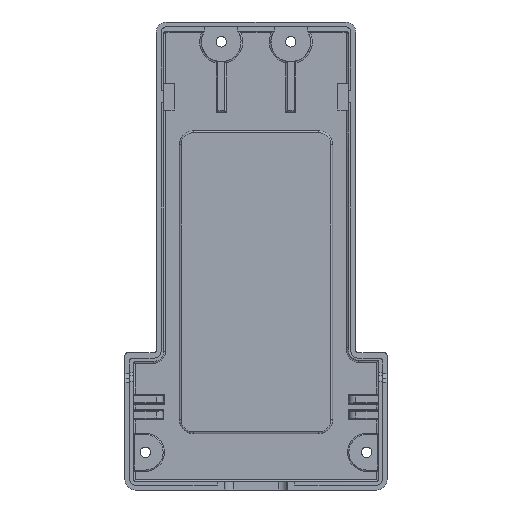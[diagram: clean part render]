
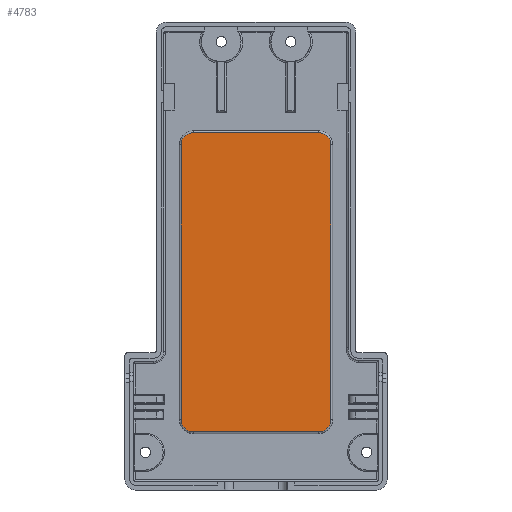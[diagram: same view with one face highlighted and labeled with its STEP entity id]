
A CAD part, front view. The second image highlights one B-rep face of the part: STEP entity #4783.
In plain terms, the highlighted planar face has unit normal (0, -1, 0).
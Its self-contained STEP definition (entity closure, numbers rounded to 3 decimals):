
#597=LINE('',#8500,#1000);
#598=LINE('',#8504,#1001);
#599=LINE('',#8508,#1002);
#600=LINE('',#8511,#1003);
#1000=VECTOR('',#6710,10.);
#1001=VECTOR('',#6713,10.);
#1002=VECTOR('',#6716,10.);
#1003=VECTOR('',#6719,10.);
#1115=PLANE('',#5321);
#1349=FACE_OUTER_BOUND('',#1636,.T.);
#1636=EDGE_LOOP('',(#4265,#4266,#4267,#4268,#4269,#4270,#4271,#4272));
#1921=CIRCLE('',#5322,1.75);
#1922=CIRCLE('',#5323,1.75);
#1923=CIRCLE('',#5324,1.75);
#1924=CIRCLE('',#5325,1.75);
#2376=VERTEX_POINT('',#8496);
#2377=VERTEX_POINT('',#8497);
#2378=VERTEX_POINT('',#8499);
#2379=VERTEX_POINT('',#8501);
#2380=VERTEX_POINT('',#8503);
#2381=VERTEX_POINT('',#8505);
#2382=VERTEX_POINT('',#8507);
#2383=VERTEX_POINT('',#8509);
#3037=EDGE_CURVE('',#2376,#2377,#1921,.T.);
#3038=EDGE_CURVE('',#2378,#2376,#597,.T.);
#3039=EDGE_CURVE('',#2379,#2378,#1922,.T.);
#3040=EDGE_CURVE('',#2380,#2379,#598,.T.);
#3041=EDGE_CURVE('',#2381,#2380,#1923,.T.);
#3042=EDGE_CURVE('',#2382,#2381,#599,.T.);
#3043=EDGE_CURVE('',#2383,#2382,#1924,.T.);
#3044=EDGE_CURVE('',#2377,#2383,#600,.T.);
#4265=ORIENTED_EDGE('',*,*,#3037,.F.);
#4266=ORIENTED_EDGE('',*,*,#3038,.F.);
#4267=ORIENTED_EDGE('',*,*,#3039,.F.);
#4268=ORIENTED_EDGE('',*,*,#3040,.F.);
#4269=ORIENTED_EDGE('',*,*,#3041,.F.);
#4270=ORIENTED_EDGE('',*,*,#3042,.F.);
#4271=ORIENTED_EDGE('',*,*,#3043,.F.);
#4272=ORIENTED_EDGE('',*,*,#3044,.F.);
#4783=ADVANCED_FACE('',(#1349),#1115,.T.);
#5321=AXIS2_PLACEMENT_3D('',#8495,#6706,#6707);
#5322=AXIS2_PLACEMENT_3D('',#8498,#6708,#6709);
#5323=AXIS2_PLACEMENT_3D('',#8502,#6711,#6712);
#5324=AXIS2_PLACEMENT_3D('',#8506,#6714,#6715);
#5325=AXIS2_PLACEMENT_3D('',#8510,#6717,#6718);
#6706=DIRECTION('center_axis',(0.,-1.,0.));
#6707=DIRECTION('ref_axis',(0.,0.,-1.));
#6708=DIRECTION('center_axis',(0.,1.,0.));
#6709=DIRECTION('ref_axis',(0.707,0.,-0.707));
#6710=DIRECTION('',(0.,0.,-1.));
#6711=DIRECTION('center_axis',(0.,1.,0.));
#6712=DIRECTION('ref_axis',(0.707,0.,0.707));
#6713=DIRECTION('',(1.,0.,0.));
#6714=DIRECTION('center_axis',(0.,1.,0.));
#6715=DIRECTION('ref_axis',(-0.707,0.,0.707));
#6716=DIRECTION('',(0.,0.,1.));
#6717=DIRECTION('center_axis',(0.,1.,0.));
#6718=DIRECTION('ref_axis',(-0.707,0.,-0.707));
#6719=DIRECTION('',(-1.,0.,0.));
#8495=CARTESIAN_POINT('Origin',(52.45,-5.55,13.916));
#8496=CARTESIAN_POINT('',(63.208,-5.55,-5.85));
#8497=CARTESIAN_POINT('',(61.458,-5.55,-7.6));
#8498=CARTESIAN_POINT('Origin',(61.458,-5.55,-5.85));
#8499=CARTESIAN_POINT('',(63.208,-5.55,33.681));
#8500=CARTESIAN_POINT('',(63.208,-5.55,3.033));
#8501=CARTESIAN_POINT('',(61.458,-5.55,35.431));
#8502=CARTESIAN_POINT('Origin',(61.458,-5.55,33.681));
#8503=CARTESIAN_POINT('',(43.442,-5.55,35.431));
#8504=CARTESIAN_POINT('',(57.954,-5.55,35.431));
#8505=CARTESIAN_POINT('',(41.692,-5.55,33.681));
#8506=CARTESIAN_POINT('Origin',(43.442,-5.55,33.681));
#8507=CARTESIAN_POINT('',(41.692,-5.55,-5.85));
#8508=CARTESIAN_POINT('',(41.692,-5.55,24.799));
#8509=CARTESIAN_POINT('',(43.442,-5.55,-7.6));
#8510=CARTESIAN_POINT('Origin',(43.442,-5.55,-5.85));
#8511=CARTESIAN_POINT('',(46.946,-5.55,-7.6));
